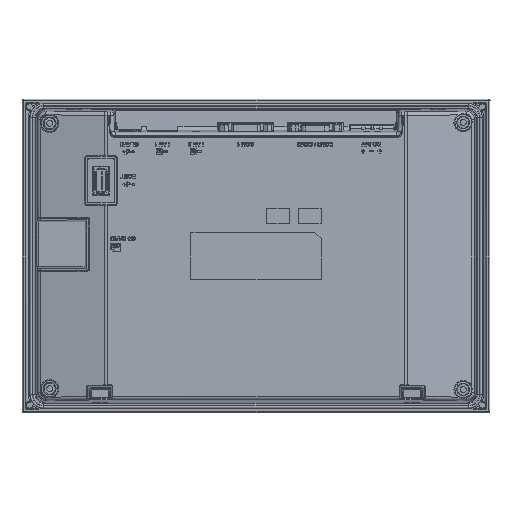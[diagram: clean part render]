
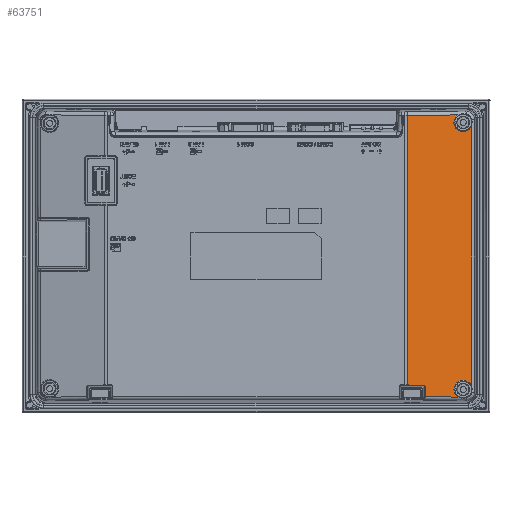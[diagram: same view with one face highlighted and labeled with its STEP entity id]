
A CAD part, front view. The second image highlights one B-rep face of the part: STEP entity #63751.
In plain terms, the highlighted planar face has unit normal (0.196, -0.981, 0).
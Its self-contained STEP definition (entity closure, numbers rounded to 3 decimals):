
#2682=B_SPLINE_CURVE_WITH_KNOTS('',3,(#96816,#96817,#96818,#96819,#96820,
#96821,#96822),.UNSPECIFIED.,.F.,.U.,(4,1,1,1,4),(0.,0.25,0.5,0.75,1.),
 .UNSPECIFIED.);
#2781=B_SPLINE_CURVE_WITH_KNOTS('',3,(#99235,#99236,#99237,#99238,#99239,
#99240,#99241),.UNSPECIFIED.,.F.,.U.,(4,1,1,1,4),(0.,0.25,0.5,0.75,1.),
 .UNSPECIFIED.);
#2782=B_SPLINE_CURVE_WITH_KNOTS('',3,(#99244,#99245,#99246,#99247,#99248,
#99249,#99250,#99251,#99252,#99253,#99254,#99255,#99256),.UNSPECIFIED.,
 .F.,.U.,(4,1,1,1,1,1,1,1,1,1,4),(0.,0.1,0.2,0.3,0.4,0.5,0.6,0.7,0.8,0.9,
1.),.UNSPECIFIED.);
#2783=B_SPLINE_CURVE_WITH_KNOTS('',3,(#99260,#99261,#99262,#99263,#99264,
#99265,#99266,#99267,#99268,#99269,#99270,#99271,#99272),.UNSPECIFIED.,
 .F.,.U.,(4,1,1,1,1,1,1,1,1,1,4),(0.,0.1,0.2,0.3,0.4,0.5,0.6,0.7,0.8,0.9,
1.),.UNSPECIFIED.);
#2784=B_SPLINE_CURVE_WITH_KNOTS('',3,(#99274,#99275,#99276,#99277,#99278,
#99279,#99280),.UNSPECIFIED.,.F.,.U.,(4,1,1,1,4),(0.,0.25,0.5,0.75,1.),
 .UNSPECIFIED.);
#6188=VERTEX_POINT('',#96572);
#6189=VERTEX_POINT('',#96574);
#6190=VERTEX_POINT('',#96823);
#6201=VERTEX_POINT('',#96961);
#6202=VERTEX_POINT('',#96970);
#6341=VERTEX_POINT('',#99222);
#6342=VERTEX_POINT('',#99234);
#6343=VERTEX_POINT('',#99257);
#6344=VERTEX_POINT('',#99259);
#6345=VERTEX_POINT('',#99273);
#6346=VERTEX_POINT('',#99281);
#12245=VECTOR('',#74300,1.);
#12256=VECTOR('',#74330,1.);
#12387=VECTOR('',#74706,1.);
#12388=VECTOR('',#74707,1.);
#12389=VECTOR('',#74708,1.);
#12390=VECTOR('',#74709,1.);
#19593=LINE('',#96573,#12245);
#19604=LINE('',#96969,#12256);
#19735=LINE('',#99243,#12387);
#19736=LINE('',#99258,#12388);
#19737=LINE('',#99282,#12389);
#19738=LINE('',#99283,#12390);
#27831=EDGE_CURVE('',#6188,#6189,#19593,.T.);
#27833=EDGE_CURVE('',#6189,#6190,#2682,.T.);
#27854=EDGE_CURVE('',#6201,#6202,#19604,.T.);
#28122=EDGE_CURVE('',#6342,#6341,#2781,.T.);
#28123=EDGE_CURVE('',#6341,#6188,#19735,.T.);
#28124=EDGE_CURVE('',#6342,#6343,#2782,.T.);
#28125=EDGE_CURVE('',#6343,#6344,#19736,.T.);
#28126=EDGE_CURVE('',#6345,#6344,#2783,.T.);
#28127=EDGE_CURVE('',#6345,#6346,#2784,.T.);
#28128=EDGE_CURVE('',#6202,#6346,#19737,.T.);
#28129=EDGE_CURVE('',#6201,#6190,#19738,.T.);
#39806=ORIENTED_EDGE('',*,*,#27833,.F.);
#39807=ORIENTED_EDGE('',*,*,#27831,.F.);
#39808=ORIENTED_EDGE('',*,*,#28123,.F.);
#39809=ORIENTED_EDGE('',*,*,#28122,.F.);
#39810=ORIENTED_EDGE('',*,*,#28124,.T.);
#39811=ORIENTED_EDGE('',*,*,#28125,.T.);
#39812=ORIENTED_EDGE('',*,*,#28126,.F.);
#39813=ORIENTED_EDGE('',*,*,#28127,.T.);
#39814=ORIENTED_EDGE('',*,*,#28128,.F.);
#39815=ORIENTED_EDGE('',*,*,#27854,.F.);
#39816=ORIENTED_EDGE('',*,*,#28129,.T.);
#55879=EDGE_LOOP('',(#39806,#39807,#39808,#39809,#39810,#39811,#39812,#39813,
#39814,#39815,#39816));
#59856=FACE_BOUND('',#55879,.T.);
#63751=ADVANCED_FACE('',(#59856),#123682,.F.);
#67721=AXIS2_PLACEMENT_3D('',#99242,#74705,$);
#74300=DIRECTION('',(0.,0.,1.));
#74330=DIRECTION('',(0.,0.,1.));
#74705=DIRECTION('',(-0.196,0.981,0.));
#74706=DIRECTION('',(-0.981,-0.196,0.01));
#74707=DIRECTION('',(0.,0.,1.));
#74708=DIRECTION('',(0.981,0.196,0.01));
#74709=DIRECTION('',(0.981,0.196,-0.007));
#96572=CARTESIAN_POINT('',(97.51,-38.07,-81.157));
#96573=CARTESIAN_POINT('',(97.51,-38.07,-81.157));
#96574=CARTESIAN_POINT('',(97.51,-38.07,-75.255));
#96816=CARTESIAN_POINT('',(97.51,-38.07,-75.255));
#96817=CARTESIAN_POINT('',(97.512,-38.069,-75.154));
#96818=CARTESIAN_POINT('',(97.479,-38.076,-74.963));
#96819=CARTESIAN_POINT('',(97.289,-38.114,-74.668));
#96820=CARTESIAN_POINT('',(97.039,-38.164,-74.501));
#96821=CARTESIAN_POINT('',(96.831,-38.206,-74.455));
#96822=CARTESIAN_POINT('',(96.716,-38.229,-74.45));
#96823=CARTESIAN_POINT('',(96.716,-38.229,-74.45));
#96961=CARTESIAN_POINT('',(87.483,-40.075,-74.385));
#96969=CARTESIAN_POINT('',(87.483,-40.075,-74.385));
#96970=CARTESIAN_POINT('',(87.483,-40.075,81.052));
#99222=CARTESIAN_POINT('',(116.472,-34.278,-81.356));
#99234=CARTESIAN_POINT('',(114.152,-34.741,-77.));
#99235=CARTESIAN_POINT('',(114.152,-34.741,-77.));
#99236=CARTESIAN_POINT('',(114.146,-34.743,-77.392));
#99237=CARTESIAN_POINT('',(114.232,-34.725,-78.169));
#99238=CARTESIAN_POINT('',(114.691,-34.634,-79.425));
#99239=CARTESIAN_POINT('',(115.358,-34.5,-80.439));
#99240=CARTESIAN_POINT('',(116.064,-34.359,-81.065));
#99241=CARTESIAN_POINT('',(116.472,-34.278,-81.356));
#99242=CARTESIAN_POINT('',(105.907,-36.39,0.));
#99243=CARTESIAN_POINT('',(116.472,-34.278,-81.356));
#99244=CARTESIAN_POINT('',(114.152,-34.741,-77.));
#99245=CARTESIAN_POINT('',(114.162,-34.739,-76.481));
#99246=CARTESIAN_POINT('',(114.306,-34.711,-75.499));
#99247=CARTESIAN_POINT('',(114.832,-34.605,-74.282));
#99248=CARTESIAN_POINT('',(115.836,-34.405,-73.054));
#99249=CARTESIAN_POINT('',(116.982,-34.175,-72.271));
#99250=CARTESIAN_POINT('',(118.336,-33.905,-71.791));
#99251=CARTESIAN_POINT('',(119.846,-33.603,-71.695));
#99252=CARTESIAN_POINT('',(121.315,-33.309,-72.038));
#99253=CARTESIAN_POINT('',(122.584,-33.055,-72.74));
#99254=CARTESIAN_POINT('',(123.663,-32.839,-73.807));
#99255=CARTESIAN_POINT('',(124.142,-32.743,-74.696));
#99256=CARTESIAN_POINT('',(124.331,-32.706,-75.192));
#99257=CARTESIAN_POINT('',(124.331,-32.706,-75.192));
#99258=CARTESIAN_POINT('',(124.331,-32.706,-75.192));
#99259=CARTESIAN_POINT('',(124.331,-32.706,75.192));
#99260=CARTESIAN_POINT('',(114.152,-34.741,77.));
#99261=CARTESIAN_POINT('',(114.138,-34.744,76.636));
#99262=CARTESIAN_POINT('',(114.226,-34.727,75.877));
#99263=CARTESIAN_POINT('',(114.663,-34.639,74.597));
#99264=CARTESIAN_POINT('',(115.534,-34.465,73.329));
#99265=CARTESIAN_POINT('',(116.768,-34.218,72.377));
#99266=CARTESIAN_POINT('',(118.255,-33.921,71.797));
#99267=CARTESIAN_POINT('',(119.74,-33.624,71.685));
#99268=CARTESIAN_POINT('',(121.259,-33.32,72.03));
#99269=CARTESIAN_POINT('',(122.509,-33.07,72.65));
#99270=CARTESIAN_POINT('',(123.756,-32.821,73.937));
#99271=CARTESIAN_POINT('',(124.184,-32.735,74.753));
#99272=CARTESIAN_POINT('',(124.331,-32.706,75.192));
#99273=CARTESIAN_POINT('',(114.152,-34.741,77.));
#99274=CARTESIAN_POINT('',(114.152,-34.741,77.));
#99275=CARTESIAN_POINT('',(114.165,-34.739,77.475));
#99276=CARTESIAN_POINT('',(114.274,-34.717,78.361));
#99277=CARTESIAN_POINT('',(114.737,-34.624,79.497));
#99278=CARTESIAN_POINT('',(115.362,-34.499,80.436));
#99279=CARTESIAN_POINT('',(116.064,-34.359,81.057));
#99280=CARTESIAN_POINT('',(116.472,-34.278,81.356));
#99281=CARTESIAN_POINT('',(116.472,-34.278,81.356));
#99282=CARTESIAN_POINT('',(87.483,-40.075,81.052));
#99283=CARTESIAN_POINT('',(87.483,-40.075,-74.385));
#123682=PLANE('',#67721);
